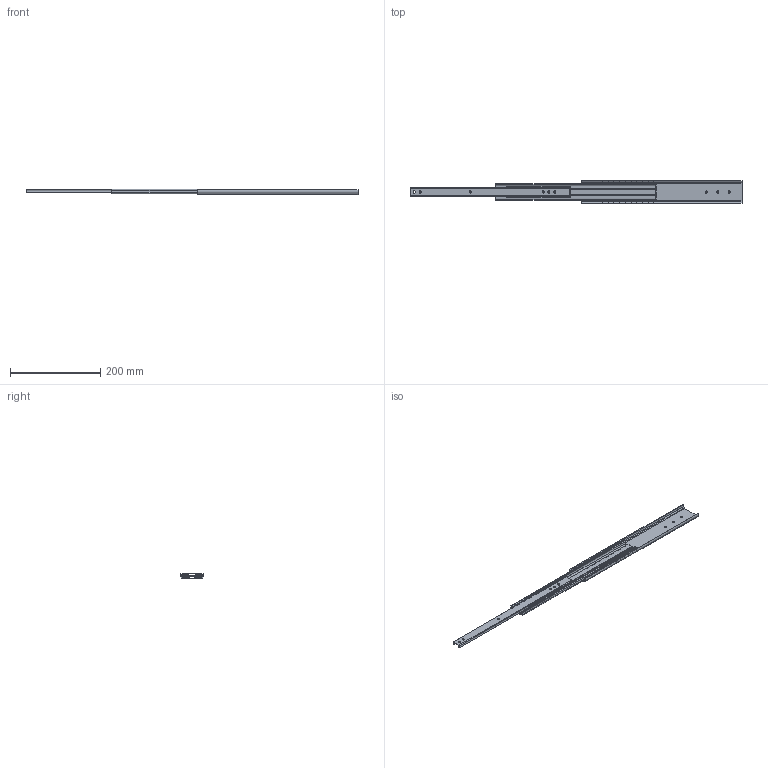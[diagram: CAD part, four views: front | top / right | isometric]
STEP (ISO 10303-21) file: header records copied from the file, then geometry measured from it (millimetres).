
FILE_DESCRIPTION (( 'STEP AP203' ), '1' );
FILE_NAME ('63835A42.step', '2013-10-07T15:10:32', ( 'Admin' ), ( 'Microsoft' ), 'SwSTEP 2.0', 'SolidWorks 2012', '' );
FILE_SCHEMA (( 'CONFIG_CONTROL_DESIGN' ));
Length unit declared in the file: inch
Products named in the file (1): 63835A42
Bounding box: 736.6 x 50.76 x 12.7 mm (x, y, z)
Volume: 105832.9 mm3; surface area: 157285.5 mm2
Topology: 5 solids, 5 shells, 323 faces, 699 edges, 466 vertices
Faces by surface type: sphere 160, plane 96, cylinder 67
Entity records: 9090 total; most frequent: DIRECTION 1721, CARTESIAN_POINT 1489, ORIENTED_EDGE 1398, EDGE_CURVE 699, AXIS2_PLACEMENT_3D 698, VERTEX_POINT 466, EDGE_LOOP 429, CIRCLE 374
